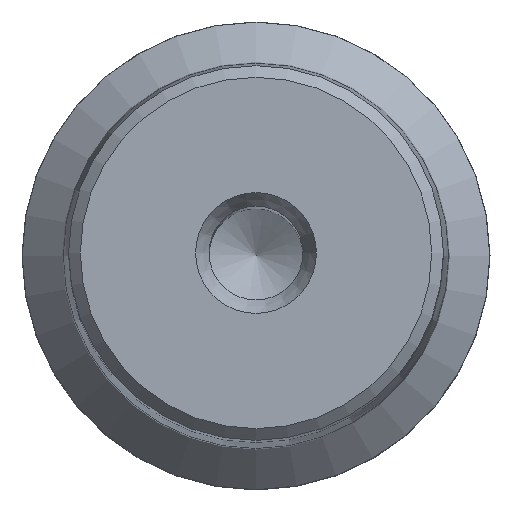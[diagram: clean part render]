
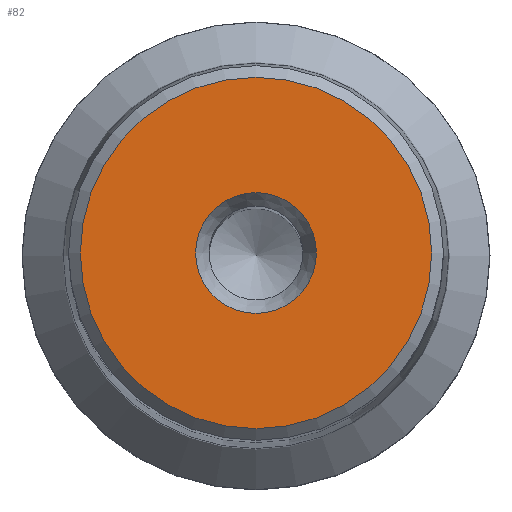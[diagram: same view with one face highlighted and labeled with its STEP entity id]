
A CAD part, top view. The second image highlights one B-rep face of the part: STEP entity #82.
In plain terms, the highlighted planar face has unit normal (0, 0, 1).
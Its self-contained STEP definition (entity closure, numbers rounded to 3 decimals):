
#44=PLANE('',#355);
#82=ADVANCED_FACE('',(#141,#142),#44,.T.);
#141=FACE_BOUND('',#189,.T.);
#142=FACE_BOUND('',#190,.T.);
#189=EDGE_LOOP('',(#237));
#190=EDGE_LOOP('',(#238));
#237=ORIENTED_EDGE('',*,*,#302,.T.);
#238=ORIENTED_EDGE('',*,*,#303,.T.);
#277=VERTEX_POINT('',#553);
#278=VERTEX_POINT('',#555);
#302=EDGE_CURVE('',#277,#277,#326,.T.);
#303=EDGE_CURVE('',#278,#278,#327,.T.);
#326=CIRCLE('',#353,5.155);
#327=CIRCLE('',#354,14.996);
#353=AXIS2_PLACEMENT_3D('',#552,#417,#418);
#354=AXIS2_PLACEMENT_3D('',#554,#419,#420);
#355=AXIS2_PLACEMENT_3D('',#556,#421,#422);
#417=DIRECTION('',(0.,0.,-1.));
#418=DIRECTION('',(-1.,0.,0.));
#419=DIRECTION('',(0.,0.,1.));
#420=DIRECTION('',(1.,0.,0.));
#421=DIRECTION('',(0.,0.,1.));
#422=DIRECTION('',(1.,0.,0.));
#552=CARTESIAN_POINT('',(0.,0.,105.));
#553=CARTESIAN_POINT('',(-5.155,0.,105.));
#554=CARTESIAN_POINT('',(0.,0.,105.));
#555=CARTESIAN_POINT('',(14.996,0.,105.));
#556=CARTESIAN_POINT('',(15.996,0.,105.));
